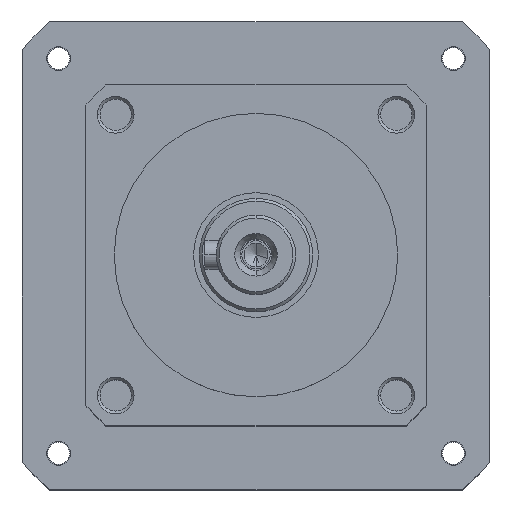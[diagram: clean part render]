
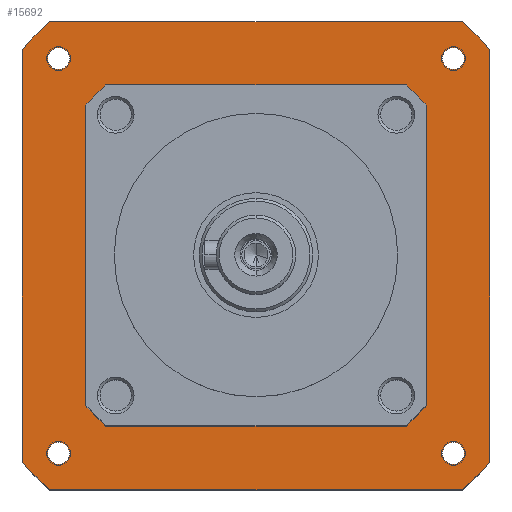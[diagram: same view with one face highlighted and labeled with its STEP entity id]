
A CAD part, top view. The second image highlights one B-rep face of the part: STEP entity #15692.
In plain terms, the highlighted planar face has unit normal (0, 0, 1).
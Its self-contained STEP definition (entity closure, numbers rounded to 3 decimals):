
#14316=CARTESIAN_POINT('',(-27.499,24.749,-75.85));
#14317=VERTEX_POINT('',#14316);
#14318=CARTESIAN_POINT('',(-21.999,24.749,-75.85));
#14319=VERTEX_POINT('',#14318);
#14320=CARTESIAN_POINT('',(-24.749,24.749,-75.85));
#14321=DIRECTION('',(0.,0.,1.));
#14322=DIRECTION('',(1.,0.,-0.));
#14323=AXIS2_PLACEMENT_3D('',#14320,#14321,#14322);
#14324=CIRCLE('',#14323,2.75);
#14325=EDGE_CURVE('',#14317,#14319,#14324,.T.);
#14417=CARTESIAN_POINT('',(-27.499,-24.749,-75.85));
#14418=VERTEX_POINT('',#14417);
#14419=CARTESIAN_POINT('',(-21.999,-24.749,-75.85));
#14420=VERTEX_POINT('',#14419);
#14421=CARTESIAN_POINT('',(-24.749,-24.749,-75.85));
#14422=DIRECTION('',(0.,0.,1.));
#14423=DIRECTION('',(1.,0.,-0.));
#14424=AXIS2_PLACEMENT_3D('',#14421,#14422,#14423);
#14425=CIRCLE('',#14424,2.75);
#14426=EDGE_CURVE('',#14418,#14420,#14425,.T.);
#14518=CARTESIAN_POINT('',(21.999,-24.749,-75.85));
#14519=VERTEX_POINT('',#14518);
#14520=CARTESIAN_POINT('',(27.499,-24.749,-75.85));
#14521=VERTEX_POINT('',#14520);
#14522=CARTESIAN_POINT('',(24.749,-24.749,-75.85));
#14523=DIRECTION('',(0.,0.,1.));
#14524=DIRECTION('',(1.,0.,-0.));
#14525=AXIS2_PLACEMENT_3D('',#14522,#14523,#14524);
#14526=CIRCLE('',#14525,2.75);
#14527=EDGE_CURVE('',#14519,#14521,#14526,.T.);
#14693=CARTESIAN_POINT('',(-36.734,34.8,-75.85));
#14694=VERTEX_POINT('',#14693);
#14695=CARTESIAN_POINT('',(-32.866,34.8,-75.85));
#14696=VERTEX_POINT('',#14695);
#14697=CARTESIAN_POINT('',(-34.8,34.8,-75.85));
#14698=DIRECTION('',(0.,0.,1.));
#14699=DIRECTION('',(1.,0.,-0.));
#14700=AXIS2_PLACEMENT_3D('',#14697,#14698,#14699);
#14701=CIRCLE('',#14700,1.934);
#14702=EDGE_CURVE('',#14694,#14696,#14701,.T.);
#14799=CARTESIAN_POINT('',(-36.734,-34.8,-75.85));
#14800=VERTEX_POINT('',#14799);
#14801=CARTESIAN_POINT('',(-32.866,-34.8,-75.85));
#14802=VERTEX_POINT('',#14801);
#14803=CARTESIAN_POINT('',(-34.8,-34.8,-75.85));
#14804=DIRECTION('',(0.,0.,1.));
#14805=DIRECTION('',(1.,0.,-0.));
#14806=AXIS2_PLACEMENT_3D('',#14803,#14804,#14805);
#14807=CIRCLE('',#14806,1.934);
#14808=EDGE_CURVE('',#14800,#14802,#14807,.T.);
#14905=CARTESIAN_POINT('',(32.866,-34.8,-75.85));
#14906=VERTEX_POINT('',#14905);
#14907=CARTESIAN_POINT('',(36.734,-34.8,-75.85));
#14908=VERTEX_POINT('',#14907);
#14909=CARTESIAN_POINT('',(34.8,-34.8,-75.85));
#14910=DIRECTION('',(0.,0.,1.));
#14911=DIRECTION('',(1.,0.,-0.));
#14912=AXIS2_PLACEMENT_3D('',#14909,#14910,#14911);
#14913=CIRCLE('',#14912,1.934);
#14914=EDGE_CURVE('',#14906,#14908,#14913,.T.);
#14937=CARTESIAN_POINT('',(21.999,24.749,-75.85));
#14938=VERTEX_POINT('',#14937);
#14939=CARTESIAN_POINT('',(27.499,24.749,-75.85));
#14940=VERTEX_POINT('',#14939);
#14941=CARTESIAN_POINT('',(24.749,24.749,-75.85));
#14942=DIRECTION('',(0.,0.,1.));
#14943=DIRECTION('',(1.,0.,-0.));
#14944=AXIS2_PLACEMENT_3D('',#14941,#14942,#14943);
#14945=CIRCLE('',#14944,2.75);
#14946=EDGE_CURVE('',#14938,#14940,#14945,.T.);
#15112=CARTESIAN_POINT('',(32.866,34.8,-75.85));
#15113=VERTEX_POINT('',#15112);
#15114=CARTESIAN_POINT('',(36.734,34.8,-75.85));
#15115=VERTEX_POINT('',#15114);
#15116=CARTESIAN_POINT('',(34.8,34.8,-75.85));
#15117=DIRECTION('',(0.,0.,1.));
#15118=DIRECTION('',(1.,0.,-0.));
#15119=AXIS2_PLACEMENT_3D('',#15116,#15117,#15118);
#15120=CIRCLE('',#15119,1.934);
#15121=EDGE_CURVE('',#15113,#15115,#15120,.T.);
#15197=CARTESIAN_POINT('',(25.,0.,-75.85));
#15198=VERTEX_POINT('',#15197);
#15205=CARTESIAN_POINT('',(-25.,0.,-75.85));
#15206=VERTEX_POINT('',#15205);
#15207=CARTESIAN_POINT('',(-0.,0.,-75.85));
#15208=DIRECTION('',(0.,0.,1.));
#15209=DIRECTION('',(1.,0.,-0.));
#15210=AXIS2_PLACEMENT_3D('',#15207,#15208,#15209);
#15211=CIRCLE('',#15210,25.);
#15212=EDGE_CURVE('',#15198,#15206,#15211,.T.);
#15527=CARTESIAN_POINT('',(-41.25,41.25,-75.85));
#15528=DIRECTION('',(0.,0.,1.));
#15529=DIRECTION('',(1.,0.,0.));
#15530=AXIS2_PLACEMENT_3D('',#15527,#15528,#15529);
#15531=PLANE('',#15530);
#15532=ORIENTED_EDGE('',*,*,#14325,.F.);
#15533=CARTESIAN_POINT('',(-24.749,24.749,-75.85));
#15534=DIRECTION('',(0.,0.,1.));
#15535=DIRECTION('',(1.,0.,-0.));
#15536=AXIS2_PLACEMENT_3D('',#15533,#15534,#15535);
#15537=CIRCLE('',#15536,2.75);
#15538=EDGE_CURVE('',#14319,#14317,#15537,.T.);
#15539=ORIENTED_EDGE('',*,*,#15538,.F.);
#15540=EDGE_LOOP('',(#15532,#15539));
#15541=FACE_BOUND('',#15540,.T.);
#15542=ORIENTED_EDGE('',*,*,#14426,.F.);
#15543=CARTESIAN_POINT('',(-24.749,-24.749,-75.85));
#15544=DIRECTION('',(0.,0.,1.));
#15545=DIRECTION('',(1.,0.,-0.));
#15546=AXIS2_PLACEMENT_3D('',#15543,#15544,#15545);
#15547=CIRCLE('',#15546,2.75);
#15548=EDGE_CURVE('',#14420,#14418,#15547,.T.);
#15549=ORIENTED_EDGE('',*,*,#15548,.F.);
#15550=EDGE_LOOP('',(#15542,#15549));
#15551=FACE_BOUND('',#15550,.T.);
#15552=ORIENTED_EDGE('',*,*,#14527,.F.);
#15553=CARTESIAN_POINT('',(24.749,-24.749,-75.85));
#15554=DIRECTION('',(0.,0.,1.));
#15555=DIRECTION('',(1.,0.,-0.));
#15556=AXIS2_PLACEMENT_3D('',#15553,#15554,#15555);
#15557=CIRCLE('',#15556,2.75);
#15558=EDGE_CURVE('',#14521,#14519,#15557,.T.);
#15559=ORIENTED_EDGE('',*,*,#15558,.F.);
#15560=EDGE_LOOP('',(#15552,#15559));
#15561=FACE_BOUND('',#15560,.T.);
#15562=ORIENTED_EDGE('',*,*,#14702,.F.);
#15563=CARTESIAN_POINT('',(-34.8,34.8,-75.85));
#15564=DIRECTION('',(0.,0.,1.));
#15565=DIRECTION('',(1.,0.,-0.));
#15566=AXIS2_PLACEMENT_3D('',#15563,#15564,#15565);
#15567=CIRCLE('',#15566,1.934);
#15568=EDGE_CURVE('',#14696,#14694,#15567,.T.);
#15569=ORIENTED_EDGE('',*,*,#15568,.F.);
#15570=EDGE_LOOP('',(#15562,#15569));
#15571=FACE_BOUND('',#15570,.T.);
#15572=ORIENTED_EDGE('',*,*,#14808,.F.);
#15573=CARTESIAN_POINT('',(-34.8,-34.8,-75.85));
#15574=DIRECTION('',(0.,0.,1.));
#15575=DIRECTION('',(1.,0.,-0.));
#15576=AXIS2_PLACEMENT_3D('',#15573,#15574,#15575);
#15577=CIRCLE('',#15576,1.934);
#15578=EDGE_CURVE('',#14802,#14800,#15577,.T.);
#15579=ORIENTED_EDGE('',*,*,#15578,.F.);
#15580=EDGE_LOOP('',(#15572,#15579));
#15581=FACE_BOUND('',#15580,.T.);
#15582=ORIENTED_EDGE('',*,*,#14914,.F.);
#15583=CARTESIAN_POINT('',(34.8,-34.8,-75.85));
#15584=DIRECTION('',(0.,0.,1.));
#15585=DIRECTION('',(1.,0.,-0.));
#15586=AXIS2_PLACEMENT_3D('',#15583,#15584,#15585);
#15587=CIRCLE('',#15586,1.934);
#15588=EDGE_CURVE('',#14908,#14906,#15587,.T.);
#15589=ORIENTED_EDGE('',*,*,#15588,.F.);
#15590=EDGE_LOOP('',(#15582,#15589));
#15591=FACE_BOUND('',#15590,.T.);
#15592=ORIENTED_EDGE('',*,*,#14946,.F.);
#15593=CARTESIAN_POINT('',(24.749,24.749,-75.85));
#15594=DIRECTION('',(0.,0.,1.));
#15595=DIRECTION('',(1.,0.,-0.));
#15596=AXIS2_PLACEMENT_3D('',#15593,#15594,#15595);
#15597=CIRCLE('',#15596,2.75);
#15598=EDGE_CURVE('',#14940,#14938,#15597,.T.);
#15599=ORIENTED_EDGE('',*,*,#15598,.F.);
#15600=EDGE_LOOP('',(#15592,#15599));
#15601=FACE_BOUND('',#15600,.T.);
#15602=ORIENTED_EDGE('',*,*,#15121,.F.);
#15603=CARTESIAN_POINT('',(34.8,34.8,-75.85));
#15604=DIRECTION('',(0.,0.,1.));
#15605=DIRECTION('',(1.,0.,-0.));
#15606=AXIS2_PLACEMENT_3D('',#15603,#15604,#15605);
#15607=CIRCLE('',#15606,1.934);
#15608=EDGE_CURVE('',#15115,#15113,#15607,.T.);
#15609=ORIENTED_EDGE('',*,*,#15608,.F.);
#15610=EDGE_LOOP('',(#15602,#15609));
#15611=FACE_BOUND('',#15610,.T.);
#15612=CARTESIAN_POINT('',(-0.,0.,-75.85));
#15613=DIRECTION('',(0.,0.,1.));
#15614=DIRECTION('',(1.,0.,-0.));
#15615=AXIS2_PLACEMENT_3D('',#15612,#15613,#15614);
#15616=CIRCLE('',#15615,25.);
#15617=EDGE_CURVE('',#15206,#15198,#15616,.T.);
#15618=ORIENTED_EDGE('',*,*,#15617,.F.);
#15619=ORIENTED_EDGE('',*,*,#15212,.F.);
#15620=EDGE_LOOP('',(#15618,#15619));
#15621=FACE_BOUND('',#15620,.T.);
#15622=CARTESIAN_POINT('',(41.25,-36.379,-75.85));
#15623=VERTEX_POINT('',#15622);
#15624=CARTESIAN_POINT('',(41.25,36.379,-75.85));
#15625=VERTEX_POINT('',#15624);
#15626=CARTESIAN_POINT('',(41.25,-36.379,-75.85));
#15627=DIRECTION('',(0.,1.,0.));
#15628=VECTOR('',#15627,72.758);
#15629=LINE('',#15626,#15628);
#15630=EDGE_CURVE('',#15623,#15625,#15629,.T.);
#15631=ORIENTED_EDGE('',*,*,#15630,.T.);
#15632=CARTESIAN_POINT('',(36.379,41.25,-75.85));
#15633=VERTEX_POINT('',#15632);
#15634=CARTESIAN_POINT('',(-0.,0.,-75.85));
#15635=DIRECTION('',(0.,0.,1.));
#15636=DIRECTION('',(1.,0.,-0.));
#15637=AXIS2_PLACEMENT_3D('',#15634,#15635,#15636);
#15638=CIRCLE('',#15637,55.);
#15639=EDGE_CURVE('',#15625,#15633,#15638,.T.);
#15640=ORIENTED_EDGE('',*,*,#15639,.T.);
#15641=CARTESIAN_POINT('',(-36.379,41.25,-75.85));
#15642=VERTEX_POINT('',#15641);
#15643=CARTESIAN_POINT('',(36.379,41.25,-75.85));
#15644=DIRECTION('',(-1.,0.,0.));
#15645=VECTOR('',#15644,72.758);
#15646=LINE('',#15643,#15645);
#15647=EDGE_CURVE('',#15633,#15642,#15646,.T.);
#15648=ORIENTED_EDGE('',*,*,#15647,.T.);
#15649=CARTESIAN_POINT('',(-41.25,36.379,-75.85));
#15650=VERTEX_POINT('',#15649);
#15651=CARTESIAN_POINT('',(-0.,0.,-75.85));
#15652=DIRECTION('',(0.,0.,1.));
#15653=DIRECTION('',(1.,0.,-0.));
#15654=AXIS2_PLACEMENT_3D('',#15651,#15652,#15653);
#15655=CIRCLE('',#15654,55.);
#15656=EDGE_CURVE('',#15642,#15650,#15655,.T.);
#15657=ORIENTED_EDGE('',*,*,#15656,.T.);
#15658=CARTESIAN_POINT('',(-41.25,-36.379,-75.85));
#15659=VERTEX_POINT('',#15658);
#15660=CARTESIAN_POINT('',(-41.25,36.379,-75.85));
#15661=DIRECTION('',(0.,-1.,0.));
#15662=VECTOR('',#15661,72.758);
#15663=LINE('',#15660,#15662);
#15664=EDGE_CURVE('',#15650,#15659,#15663,.T.);
#15665=ORIENTED_EDGE('',*,*,#15664,.T.);
#15666=CARTESIAN_POINT('',(-36.379,-41.25,-75.85));
#15667=VERTEX_POINT('',#15666);
#15668=CARTESIAN_POINT('',(-0.,0.,-75.85));
#15669=DIRECTION('',(0.,0.,1.));
#15670=DIRECTION('',(1.,0.,-0.));
#15671=AXIS2_PLACEMENT_3D('',#15668,#15669,#15670);
#15672=CIRCLE('',#15671,55.);
#15673=EDGE_CURVE('',#15659,#15667,#15672,.T.);
#15674=ORIENTED_EDGE('',*,*,#15673,.T.);
#15675=CARTESIAN_POINT('',(36.379,-41.25,-75.85));
#15676=VERTEX_POINT('',#15675);
#15677=CARTESIAN_POINT('',(-36.379,-41.25,-75.85));
#15678=DIRECTION('',(1.,0.,-0.));
#15679=VECTOR('',#15678,72.758);
#15680=LINE('',#15677,#15679);
#15681=EDGE_CURVE('',#15667,#15676,#15680,.T.);
#15682=ORIENTED_EDGE('',*,*,#15681,.T.);
#15683=CARTESIAN_POINT('',(-0.,0.,-75.85));
#15684=DIRECTION('',(0.,0.,1.));
#15685=DIRECTION('',(1.,0.,-0.));
#15686=AXIS2_PLACEMENT_3D('',#15683,#15684,#15685);
#15687=CIRCLE('',#15686,55.);
#15688=EDGE_CURVE('',#15676,#15623,#15687,.T.);
#15689=ORIENTED_EDGE('',*,*,#15688,.T.);
#15690=EDGE_LOOP('',(#15631,#15640,#15648,#15657,#15665,#15674,#15682,#15689));
#15691=FACE_BOUND('',#15690,.T.);
#15692=ADVANCED_FACE('',(#15541,#15551,#15561,#15571,#15581,#15591,#15601,#15611,#15621,#15691),#15531,.T.);
